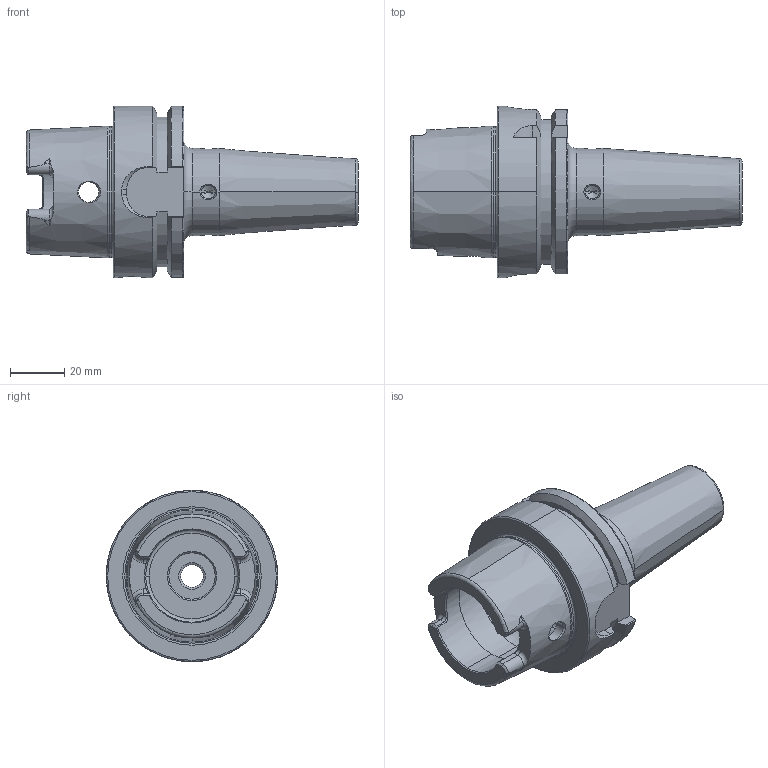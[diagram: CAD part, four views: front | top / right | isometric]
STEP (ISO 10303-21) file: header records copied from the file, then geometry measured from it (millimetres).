
FILE_DESCRIPTION((''),'2;1');
FILE_NAME('VQ032J-HSK63A-SFH0_5C-3_543','2020-03-27T',('MYPC'),(''),'PRO/ENGINEER BY PARAMETRIC TECHNOLOGY CORPORATION, 2012130','PRO/ENGINEER BY PARAMETRIC TECHNOLOGY CORPORATION, 2012130','');
FILE_SCHEMA(('CONFIG_CONTROL_DESIGN'));
Length unit declared in the file: inch
Products named in the file (1): VQ032J-HSK63A-SFH0_5C-3_543
Bounding box: 121.99 x 63 x 63 mm (x, y, z)
Volume: 116047.3 mm3; surface area: 31004.4 mm2
Topology: 1 solids, 2 shells, 202 faces, 498 edges, 298 vertices
Faces by surface type: cone 59, cylinder 59, plane 57, torus 23, bspline 4
Entity records: 6646 total; most frequent: CARTESIAN_POINT 1908, DIRECTION 992, ORIENTED_EDGE 976, EDGE_CURVE 490, AXIS2_PLACEMENT_3D 390, VERTEX_POINT 298, EDGE_LOOP 216, VECTOR 212
